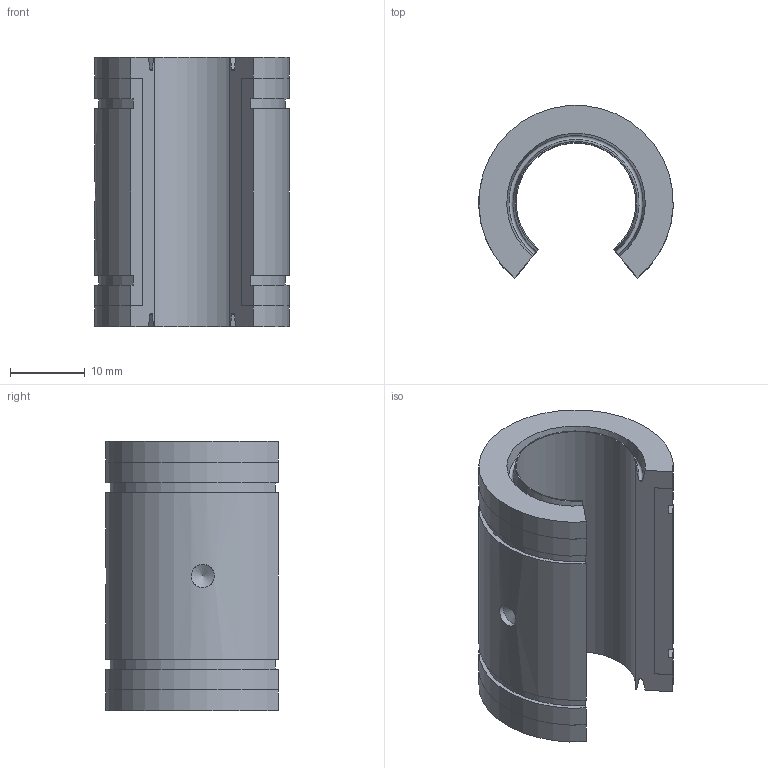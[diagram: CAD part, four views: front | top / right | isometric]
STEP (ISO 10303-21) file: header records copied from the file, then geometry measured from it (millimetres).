
FILE_DESCRIPTION (( 'STEP AP214' ), '1' );
FILE_NAME ('LAN-16-2RS-26-036-ltk.step', '2020-09-10T11:46:23', ( '' ), ( '' ), 'SwSTEP 2.0', 'SolidWorks 2010', '' );
FILE_SCHEMA (( 'AUTOMOTIVE_DESIGN' ));
Length unit declared in the file: millimetre
Products named in the file (1): LAN-16-2RS-26-036-ltk
Bounding box: 25.99 x 23.1 x 36 mm (x, y, z)
Volume: 9069.3 mm3; surface area: 4984.2 mm2
Topology: 1 solids, 1 shells, 38 faces, 104 edges, 68 vertices
Faces by surface type: plane 18, cylinder 12, cone 6, torus 2
Full cylindrical faces by diameter (mm): 3.1 x2
Entity records: 1525 total; most frequent: CARTESIAN_POINT 305, DIRECTION 210, ORIENTED_EDGE 192, EDGE_CURVE 96, AXIS2_PLACEMENT_3D 77, VERTEX_POINT 64, LINE 56, VECTOR 56
